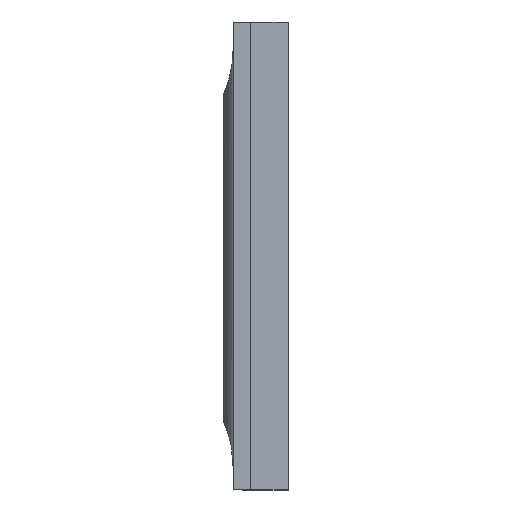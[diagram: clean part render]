
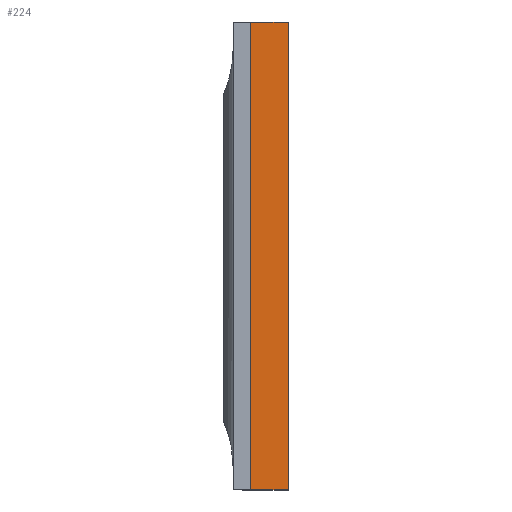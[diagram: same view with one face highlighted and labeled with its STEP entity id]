
A CAD part, left-side view. The second image highlights one B-rep face of the part: STEP entity #224.
In plain terms, the highlighted planar face has unit normal (-1, 0, 0).
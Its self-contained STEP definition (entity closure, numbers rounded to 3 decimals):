
#224 = ADVANCED_FACE ( 'NONE', ( #1064 ), #10031, .F. ) ;
#473 = VERTEX_POINT ( 'NONE', #11563 ) ;
#1059 = VERTEX_POINT ( 'NONE', #8058 ) ;
#1064 = FACE_OUTER_BOUND ( 'NONE', #10827, .T. ) ;
#1193 = CARTESIAN_POINT ( 'NONE',  ( -5., 0., 5. ) ) ;
#3091 = CARTESIAN_POINT ( 'NONE',  ( -5., 0.8, 5. ) ) ;
#4294 = DIRECTION ( 'NONE',  ( 0., -1., 0. ) ) ;
#5519 = ORIENTED_EDGE ( 'NONE', *, *, #13817, .F. ) ;
#5850 = LINE ( 'NONE', #1193, #15483 ) ;
#6065 = AXIS2_PLACEMENT_3D ( 'NONE', #16146, #6221, #8596 ) ;
#6221 = DIRECTION ( 'NONE',  ( 1., 0., 0. ) ) ;
#6224 = DIRECTION ( 'NONE',  ( 0., 0., 1. ) ) ;
#6332 = EDGE_CURVE ( 'NONE', #12433, #473, #15886, .T. ) ;
#8058 = CARTESIAN_POINT ( 'NONE',  ( -5., 0.8, 5. ) ) ;
#8543 = CARTESIAN_POINT ( 'NONE',  ( -5., 0., 5. ) ) ;
#8596 = DIRECTION ( 'NONE',  ( 0., 0., -1. ) ) ;
#8924 = DIRECTION ( 'NONE',  ( 0., 0., 1. ) ) ;
#9110 = EDGE_CURVE ( 'NONE', #473, #12163, #5850, .T. ) ;
#9494 = VECTOR ( 'NONE', #4294, 1000. ) ;
#10031 = PLANE ( 'NONE',  #6065 ) ;
#10827 = EDGE_LOOP ( 'NONE', ( #13890, #12109, #5519, #14808 ) ) ;
#11563 = CARTESIAN_POINT ( 'NONE',  ( -5., 0., -5. ) ) ;
#11588 = DIRECTION ( 'NONE',  ( 0., -1., 0. ) ) ;
#11943 = EDGE_CURVE ( 'NONE', #1059, #12163, #14184, .T. ) ;
#12109 = ORIENTED_EDGE ( 'NONE', *, *, #11943, .F. ) ;
#12163 = VERTEX_POINT ( 'NONE', #8543 ) ;
#12433 = VERTEX_POINT ( 'NONE', #14114 ) ;
#12713 = CARTESIAN_POINT ( 'NONE',  ( -5., 0.8, -5. ) ) ;
#13131 = VECTOR ( 'NONE', #11588, 1000. ) ;
#13617 = CARTESIAN_POINT ( 'NONE',  ( -5., 0.8, 5. ) ) ;
#13817 = EDGE_CURVE ( 'NONE', #12433, #1059, #15664, .T. ) ;
#13890 = ORIENTED_EDGE ( 'NONE', *, *, #9110, .T. ) ;
#14114 = CARTESIAN_POINT ( 'NONE',  ( -5., 0.8, -5. ) ) ;
#14184 = LINE ( 'NONE', #3091, #9494 ) ;
#14808 = ORIENTED_EDGE ( 'NONE', *, *, #6332, .T. ) ;
#15483 = VECTOR ( 'NONE', #8924, 1000. ) ;
#15664 = LINE ( 'NONE', #13617, #16218 ) ;
#15886 = LINE ( 'NONE', #12713, #13131 ) ;
#16146 = CARTESIAN_POINT ( 'NONE',  ( -5., 0.8, 5. ) ) ;
#16218 = VECTOR ( 'NONE', #6224, 1000. ) ;
